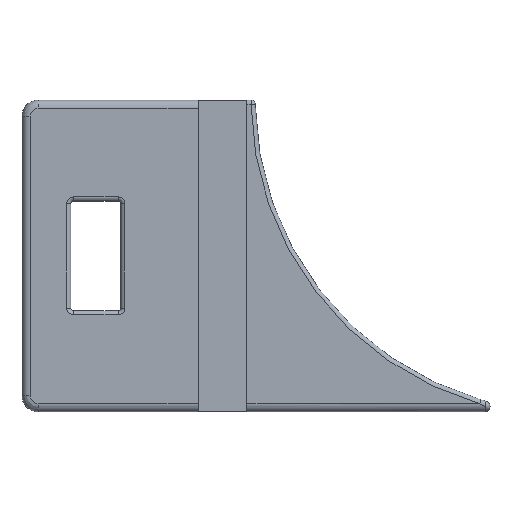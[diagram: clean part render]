
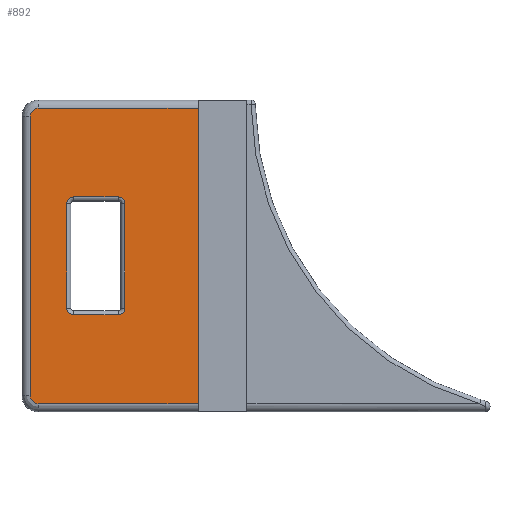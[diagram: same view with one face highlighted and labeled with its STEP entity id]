
A CAD part, top view. The second image highlights one B-rep face of the part: STEP entity #892.
In plain terms, the highlighted planar face has unit normal (0, 0, 1).
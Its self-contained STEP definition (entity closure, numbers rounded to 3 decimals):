
#20=FACE_BOUND('',#152,.T.);
#26=PLANE('',#1007);
#92=FACE_OUTER_BOUND('',#151,.T.);
#151=EDGE_LOOP('',(#712,#713,#714,#715,#716,#717));
#152=EDGE_LOOP('',(#718,#719,#720,#721,#722,#723,#724,#725));
#208=LINE('',#1614,#266);
#210=LINE('',#1623,#268);
#211=LINE('',#1631,#269);
#213=LINE('',#1640,#271);
#216=LINE('',#1650,#274);
#217=LINE('',#1652,#275);
#218=LINE('',#1654,#276);
#219=LINE('',#1657,#277);
#266=VECTOR('',#1194,10.);
#268=VECTOR('',#1206,10.);
#269=VECTOR('',#1217,10.);
#271=VECTOR('',#1229,10.);
#274=VECTOR('',#1240,10.);
#275=VECTOR('',#1241,10.);
#276=VECTOR('',#1242,10.);
#277=VECTOR('',#1245,10.);
#328=CIRCLE('',#987,2.5);
#331=CIRCLE('',#992,2.5);
#334=CIRCLE('',#997,2.5);
#337=CIRCLE('',#1002,2.5);
#339=CIRCLE('',#1008,3.);
#340=CIRCLE('',#1009,3.);
#407=VERTEX_POINT('',#1603);
#410=VERTEX_POINT('',#1608);
#411=VERTEX_POINT('',#1612);
#412=VERTEX_POINT('',#1617);
#413=VERTEX_POINT('',#1621);
#414=VERTEX_POINT('',#1625);
#415=VERTEX_POINT('',#1629);
#417=VERTEX_POINT('',#1634);
#418=VERTEX_POINT('',#1646);
#419=VERTEX_POINT('',#1647);
#420=VERTEX_POINT('',#1649);
#421=VERTEX_POINT('',#1651);
#422=VERTEX_POINT('',#1653);
#423=VERTEX_POINT('',#1655);
#507=EDGE_CURVE('',#410,#407,#328,.T.);
#509=EDGE_CURVE('',#411,#410,#208,.T.);
#512=EDGE_CURVE('',#412,#411,#331,.T.);
#514=EDGE_CURVE('',#413,#412,#210,.T.);
#516=EDGE_CURVE('',#414,#413,#334,.T.);
#518=EDGE_CURVE('',#415,#414,#211,.T.);
#520=EDGE_CURVE('',#417,#415,#337,.T.);
#523=EDGE_CURVE('',#407,#417,#213,.T.);
#526=EDGE_CURVE('',#418,#419,#339,.T.);
#527=EDGE_CURVE('',#419,#420,#216,.T.);
#528=EDGE_CURVE('',#421,#420,#217,.T.);
#529=EDGE_CURVE('',#421,#422,#218,.T.);
#530=EDGE_CURVE('',#422,#423,#340,.T.);
#531=EDGE_CURVE('',#423,#418,#219,.T.);
#712=ORIENTED_EDGE('',*,*,#526,.T.);
#713=ORIENTED_EDGE('',*,*,#527,.T.);
#714=ORIENTED_EDGE('',*,*,#528,.F.);
#715=ORIENTED_EDGE('',*,*,#529,.T.);
#716=ORIENTED_EDGE('',*,*,#530,.T.);
#717=ORIENTED_EDGE('',*,*,#531,.T.);
#718=ORIENTED_EDGE('',*,*,#507,.F.);
#719=ORIENTED_EDGE('',*,*,#509,.F.);
#720=ORIENTED_EDGE('',*,*,#512,.F.);
#721=ORIENTED_EDGE('',*,*,#514,.F.);
#722=ORIENTED_EDGE('',*,*,#516,.F.);
#723=ORIENTED_EDGE('',*,*,#518,.F.);
#724=ORIENTED_EDGE('',*,*,#520,.F.);
#725=ORIENTED_EDGE('',*,*,#523,.F.);
#892=ADVANCED_FACE('',(#92,#20),#26,.F.);
#987=AXIS2_PLACEMENT_3D('',#1610,#1188,#1189);
#992=AXIS2_PLACEMENT_3D('',#1619,#1200,#1201);
#997=AXIS2_PLACEMENT_3D('',#1627,#1211,#1212);
#1002=AXIS2_PLACEMENT_3D('',#1636,#1222,#1223);
#1007=AXIS2_PLACEMENT_3D('',#1645,#1236,#1237);
#1008=AXIS2_PLACEMENT_3D('',#1648,#1238,#1239);
#1009=AXIS2_PLACEMENT_3D('',#1656,#1243,#1244);
#1188=DIRECTION('center_axis',(0.,0.,1.));
#1189=DIRECTION('ref_axis',(0.707,-0.707,0.));
#1194=DIRECTION('',(1.,0.,0.));
#1200=DIRECTION('center_axis',(0.,0.,1.));
#1201=DIRECTION('ref_axis',(-0.707,-0.707,0.));
#1206=DIRECTION('',(0.,-1.,0.));
#1211=DIRECTION('center_axis',(0.,0.,1.));
#1212=DIRECTION('ref_axis',(-0.707,0.707,0.));
#1217=DIRECTION('',(-1.,0.,0.));
#1222=DIRECTION('center_axis',(0.,0.,1.));
#1223=DIRECTION('ref_axis',(0.707,0.707,0.));
#1229=DIRECTION('',(0.,1.,0.));
#1236=DIRECTION('center_axis',(0.,0.,-1.));
#1237=DIRECTION('ref_axis',(1.,0.,0.));
#1238=DIRECTION('center_axis',(0.,0.,1.));
#1239=DIRECTION('ref_axis',(-0.707,-0.707,0.));
#1240=DIRECTION('',(1.,0.,0.));
#1241=DIRECTION('',(0.,-1.,0.));
#1242=DIRECTION('',(-1.,0.,0.));
#1243=DIRECTION('center_axis',(0.,0.,1.));
#1244=DIRECTION('ref_axis',(-0.707,0.707,0.));
#1245=DIRECTION('',(0.,-1.,0.));
#1603=CARTESIAN_POINT('',(38.,-76.75,24.));
#1608=CARTESIAN_POINT('',(35.5,-79.25,24.));
#1610=CARTESIAN_POINT('Origin',(35.5,-76.75,24.));
#1612=CARTESIAN_POINT('',(19.,-79.25,24.));
#1614=CARTESIAN_POINT('',(25.25,-79.25,24.));
#1617=CARTESIAN_POINT('',(16.5,-76.75,24.));
#1619=CARTESIAN_POINT('Origin',(19.,-76.75,24.));
#1621=CARTESIAN_POINT('',(16.5,-38.25,24.));
#1623=CARTESIAN_POINT('',(16.5,-47.375,24.));
#1625=CARTESIAN_POINT('',(19.,-35.75,24.));
#1627=CARTESIAN_POINT('Origin',(19.,-38.25,24.));
#1629=CARTESIAN_POINT('',(35.5,-35.75,24.));
#1631=CARTESIAN_POINT('',(34.5,-35.75,24.));
#1634=CARTESIAN_POINT('',(38.,-38.25,24.));
#1636=CARTESIAN_POINT('Origin',(35.5,-38.25,24.));
#1640=CARTESIAN_POINT('',(38.,-67.625,24.));
#1645=CARTESIAN_POINT('Origin',(32.5,-57.5,24.));
#1646=CARTESIAN_POINT('',(3.,-109.,24.));
#1647=CARTESIAN_POINT('',(6.,-112.,24.));
#1648=CARTESIAN_POINT('Origin',(6.,-109.,24.));
#1649=CARTESIAN_POINT('',(65.,-112.,24.));
#1650=CARTESIAN_POINT('',(116.75,-112.,24.));
#1651=CARTESIAN_POINT('',(65.,-3.,24.));
#1652=CARTESIAN_POINT('',(65.,0.,24.));
#1653=CARTESIAN_POINT('',(6.,-3.,24.));
#1654=CARTESIAN_POINT('',(57.75,-3.,24.));
#1655=CARTESIAN_POINT('',(3.,-6.,24.));
#1656=CARTESIAN_POINT('Origin',(6.,-6.,24.));
#1657=CARTESIAN_POINT('',(3.,-86.25,24.));
